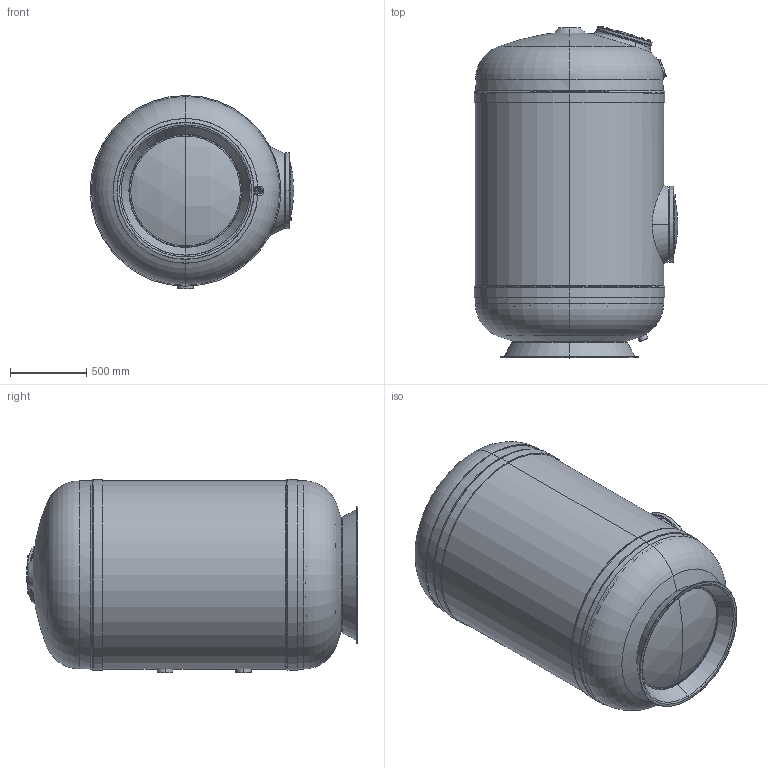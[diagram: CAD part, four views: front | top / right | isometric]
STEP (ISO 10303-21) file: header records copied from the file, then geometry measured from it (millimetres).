
FILE_DESCRIPTION (( 'STEP AP214' ), '1' );
FILE_NAME ('coral120c_nozzle_plate.STEP', '2020-07-07T13:42:21', ( '' ), ( '' ), 'SwSTEP 2.0', 'SolidWorks 2019', '' );
FILE_SCHEMA (( 'AUTOMOTIVE_DESIGN' ));
Length unit declared in the file: millimetre
Products named in the file (19): cover_block_dn400.prt; dished_bottom_120c.prt; sight_glass_3col.prt; hex_screw_m10_40.prt; hex_screw_m12_50.prt; support_120c.prt; dished_top_120c.prt; cover_block_dn400.asm; sight_glass_3col.asm; cylinder_120c.prt; cover_block_dn300.asm; gasket_block_dn300.prt; coral120c_nozzle_plate; washer_fi12.prt; gasket_sight_glass.prt; cover_block_dn300.prt; socket_ma3_50.prt; socket_ma3_90.prt; washer_fi10.prt
Assembly tree (45 placements, depth 3):
  coral120c_nozzle_plate
    support_120c.prt
    dished_bottom_120c.prt
    socket_ma3_50.prt
    cylinder_120c.prt
    socket_ma3_90.prt  x2
    cover_block_dn400.asm
      cover_block_dn400.prt
      washer_fi12.prt  x4
      hex_screw_m12_50.prt  x2
    dished_top_120c.prt
    sight_glass_3col.asm
      sight_glass_3col.prt
      gasket_sight_glass.prt
    cover_block_dn300.asm
      cover_block_dn300.prt
      gasket_block_dn300.prt
      washer_fi10.prt  x12
      hex_screw_m10_40.prt  x12
Bounding box: 1335.78 x 2176.38 x 1266.14 mm (x, y, z)
Volume: 11461741.3 mm3; surface area: 20941221.5 mm2
Topology: 39 solids, 76 shells, 878 faces, 2011 edges, 1238 vertices
Faces by surface type: cylinder 362, plane 231, cone 203, torus 66, sphere 12, bspline 4
Entity records: 26038 total; most frequent: CARTESIAN_POINT 11769, DIRECTION 2699, ORIENTED_EDGE 2414, EDGE_CURVE 1271, AXIS2_PLACEMENT_3D 1182, VERTEX_POINT 822, EDGE_LOOP 715, CIRCLE 580
